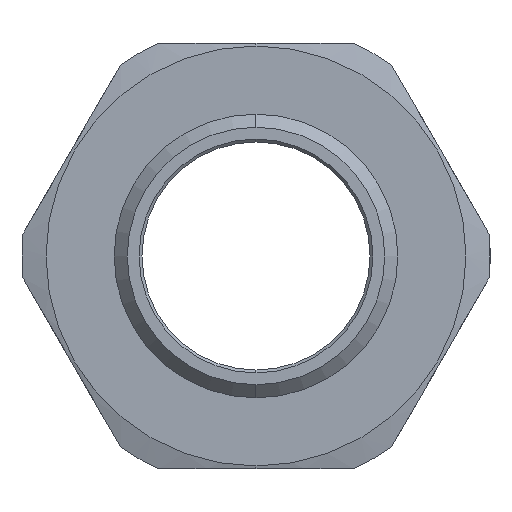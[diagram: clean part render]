
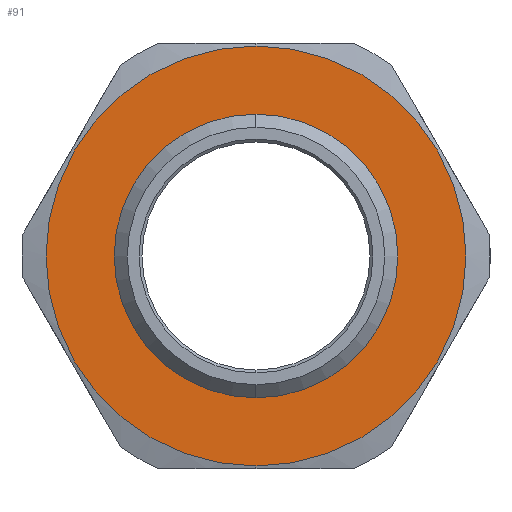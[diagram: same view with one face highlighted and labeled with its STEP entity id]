
A CAD part, left-side view. The second image highlights one B-rep face of the part: STEP entity #91.
In plain terms, the highlighted planar face has unit normal (-1, 0, 0).
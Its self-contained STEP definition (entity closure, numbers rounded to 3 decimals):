
#86 = EDGE_LOOP ( 'NONE', ( #1123, #2906 ) ) ;
#91 = ADVANCED_FACE ( 'NONE', ( #3132, #3098 ), #2518, .T. ) ;
#329 = VERTEX_POINT ( 'NONE', #1908 ) ;
#394 = DIRECTION ( 'NONE',  ( 0., 0., 1. ) ) ;
#395 = DIRECTION ( 'NONE',  ( -1., 0., 0. ) ) ;
#399 = CARTESIAN_POINT ( 'NONE',  ( 15., 0., 0. ) ) ;
#443 = EDGE_LOOP ( 'NONE', ( #2302, #2563 ) ) ;
#570 = VERTEX_POINT ( 'NONE', #1238 ) ;
#790 = DIRECTION ( 'NONE',  ( 0., 0., 1. ) ) ;
#794 = DIRECTION ( 'NONE',  ( -1., 0., 0. ) ) ;
#797 = CARTESIAN_POINT ( 'NONE',  ( 15., 0., 0. ) ) ;
#811 = DIRECTION ( 'NONE',  ( 0., 0., 1. ) ) ;
#813 = DIRECTION ( 'NONE',  ( -1., 0., 0. ) ) ;
#819 = CARTESIAN_POINT ( 'NONE',  ( 15., 0., 0. ) ) ;
#880 = AXIS2_PLACEMENT_3D ( 'NONE', #399, #395, #394 ) ;
#947 = AXIS2_PLACEMENT_3D ( 'NONE', #797, #794, #790 ) ;
#964 = AXIS2_PLACEMENT_3D ( 'NONE', #819, #813, #811 ) ;
#1123 = ORIENTED_EDGE ( 'NONE', *, *, #2364, .T. ) ;
#1208 = AXIS2_PLACEMENT_3D ( 'NONE', #2103, #2100, #2097 ) ;
#1238 = CARTESIAN_POINT ( 'NONE',  ( 15., 0., -12.5 ) ) ;
#1320 = CIRCLE ( 'NONE', #880, 18.5 ) ;
#1352 = VERTEX_POINT ( 'NONE', #3082 ) ;
#1375 = CIRCLE ( 'NONE', #947, 18.5 ) ;
#1383 = CIRCLE ( 'NONE', #964, 12.5 ) ;
#1398 = VERTEX_POINT ( 'NONE', #2999 ) ;
#1864 = AXIS2_PLACEMENT_3D ( 'NONE', #2652, #2557, #2554 ) ;
#1908 = CARTESIAN_POINT ( 'NONE',  ( 15., 0., 12.5 ) ) ;
#1979 = EDGE_CURVE ( 'NONE', #329, #570, #2117, .T. ) ;
#2097 = DIRECTION ( 'NONE',  ( 0., 0., 1. ) ) ;
#2100 = DIRECTION ( 'NONE',  ( -1., 0., 0. ) ) ;
#2103 = CARTESIAN_POINT ( 'NONE',  ( 15., 0., 0. ) ) ;
#2117 = CIRCLE ( 'NONE', #1208, 12.5 ) ;
#2302 = ORIENTED_EDGE ( 'NONE', *, *, #2361, .F. ) ;
#2361 = EDGE_CURVE ( 'NONE', #570, #329, #1383, .T. ) ;
#2364 = EDGE_CURVE ( 'NONE', #1352, #1398, #1375, .T. ) ;
#2447 = EDGE_CURVE ( 'NONE', #1398, #1352, #1320, .T. ) ;
#2518 = PLANE ( 'NONE',  #1864 ) ;
#2554 = DIRECTION ( 'NONE',  ( 0., 0., 1. ) ) ;
#2557 = DIRECTION ( 'NONE',  ( -1., 0., 0. ) ) ;
#2563 = ORIENTED_EDGE ( 'NONE', *, *, #1979, .F. ) ;
#2652 = CARTESIAN_POINT ( 'NONE',  ( 15., 12.5, 0. ) ) ;
#2906 = ORIENTED_EDGE ( 'NONE', *, *, #2447, .T. ) ;
#2999 = CARTESIAN_POINT ( 'NONE',  ( 15., 0., 18.5 ) ) ;
#3082 = CARTESIAN_POINT ( 'NONE',  ( 15., 0., -18.5 ) ) ;
#3098 = FACE_OUTER_BOUND ( 'NONE', #86, .T. ) ;
#3132 = FACE_BOUND ( 'NONE', #443, .T. ) ;
